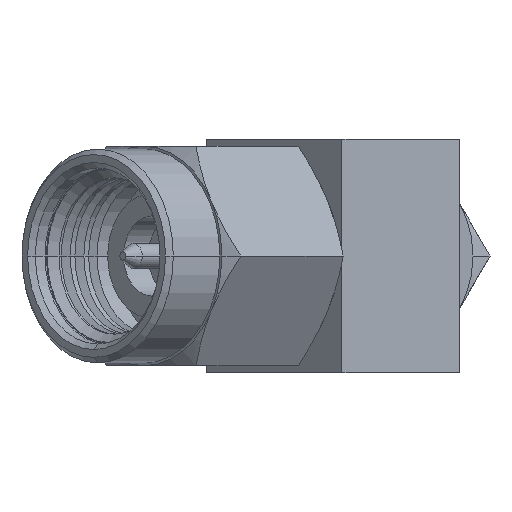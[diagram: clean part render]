
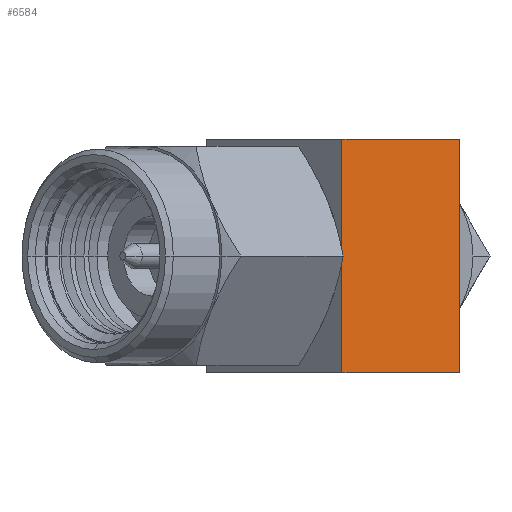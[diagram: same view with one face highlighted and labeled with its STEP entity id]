
A CAD part, left-side view. The second image highlights one B-rep face of the part: STEP entity #6584.
In plain terms, the highlighted planar face has unit normal (-0.707, -0.707, 0).
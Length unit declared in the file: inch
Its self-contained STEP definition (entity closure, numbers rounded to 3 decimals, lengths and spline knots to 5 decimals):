
#71 = VERTEX_POINT ( 'NONE', #1058 ) ;
#387 = CARTESIAN_POINT ( 'NONE',  ( -0.22549, 0.03062, -0.16732 ) ) ;
#425 = VECTOR ( 'NONE', #6561, 39.37008 ) ;
#487 = CARTESIAN_POINT ( 'NONE',  ( -0.05707, -0.1378, -0.16732 ) ) ;
#488 = DIRECTION ( 'NONE',  ( -0.707, -0.707, 0. ) ) ;
#673 = EDGE_CURVE ( 'NONE', #677, #2116, #2979, .T. ) ;
#677 = VERTEX_POINT ( 'NONE', #3440 ) ;
#693 = VECTOR ( 'NONE', #3967, 39.37008 ) ;
#1058 = CARTESIAN_POINT ( 'NONE',  ( -0.05707, -0.1378, 0.16732 ) ) ;
#1066 = PLANE ( 'NONE',  #6183 ) ;
#1369 = LINE ( 'NONE', #1884, #693 ) ;
#1518 = EDGE_CURVE ( 'NONE', #4783, #71, #1369, .T. ) ;
#1884 = CARTESIAN_POINT ( 'NONE',  ( -0.22549, 0.03062, 0.16732 ) ) ;
#1928 = ORIENTED_EDGE ( 'NONE', *, *, #673, .T. ) ;
#2081 = LINE ( 'NONE', #487, #5475 ) ;
#2083 = CARTESIAN_POINT ( 'NONE',  ( -0.22549, 0.03062, -0.16732 ) ) ;
#2116 = VERTEX_POINT ( 'NONE', #3945 ) ;
#2537 = DIRECTION ( 'NONE',  ( 0., 0., 1. ) ) ;
#2979 = LINE ( 'NONE', #387, #425 ) ;
#3292 = EDGE_CURVE ( 'NONE', #2116, #71, #2081, .T. ) ;
#3330 = CARTESIAN_POINT ( 'NONE',  ( -0.22549, 0.03062, 0.16732 ) ) ;
#3440 = CARTESIAN_POINT ( 'NONE',  ( -0.22549, 0.03062, -0.16732 ) ) ;
#3910 = LINE ( 'NONE', #4938, #5183 ) ;
#3945 = CARTESIAN_POINT ( 'NONE',  ( -0.05707, -0.1378, -0.16732 ) ) ;
#3967 = DIRECTION ( 'NONE',  ( 0.707, -0.707, 0. ) ) ;
#4043 = FACE_OUTER_BOUND ( 'NONE', #4570, .T. ) ;
#4194 = ORIENTED_EDGE ( 'NONE', *, *, #3292, .T. ) ;
#4295 = ORIENTED_EDGE ( 'NONE', *, *, #1518, .F. ) ;
#4570 = EDGE_LOOP ( 'NONE', ( #4194, #4295, #5499, #1928 ) ) ;
#4783 = VERTEX_POINT ( 'NONE', #3330 ) ;
#4938 = CARTESIAN_POINT ( 'NONE',  ( -0.22549, 0.03062, -0.16732 ) ) ;
#5183 = VECTOR ( 'NONE', #5335, 39.37008 ) ;
#5201 = EDGE_CURVE ( 'NONE', #677, #4783, #3910, .T. ) ;
#5335 = DIRECTION ( 'NONE',  ( 0., 0., 1. ) ) ;
#5475 = VECTOR ( 'NONE', #2537, 39.37008 ) ;
#5499 = ORIENTED_EDGE ( 'NONE', *, *, #5201, .F. ) ;
#6134 = DIRECTION ( 'NONE',  ( -0.707, 0.707, 0. ) ) ;
#6183 = AXIS2_PLACEMENT_3D ( 'NONE', #2083, #488, #6134 ) ;
#6561 = DIRECTION ( 'NONE',  ( 0.707, -0.707, 0. ) ) ;
#6584 = ADVANCED_FACE ( 'NONE', ( #4043 ), #1066, .T. ) ;
